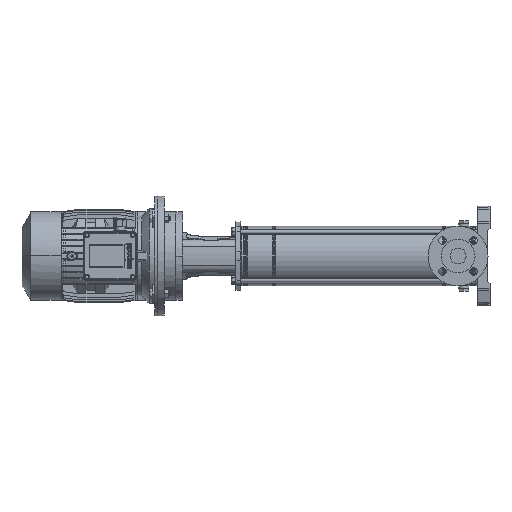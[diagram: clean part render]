
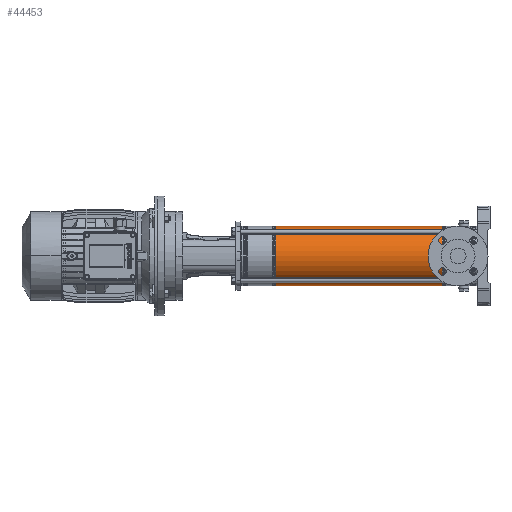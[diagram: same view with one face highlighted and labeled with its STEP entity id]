
A CAD part, left-side view. The second image highlights one B-rep face of the part: STEP entity #44453.
In plain terms, the highlighted cylindrical face has radius 74.9 mm (diameter 149.8 mm), a partial arc.
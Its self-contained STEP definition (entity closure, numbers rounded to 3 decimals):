
#205 = CIRCLE ( 'NONE', #55030, 74.9 ) ;
#2179 = CARTESIAN_POINT ( 'NONE',  ( 0., 0., 0. ) ) ;
#4194 = EDGE_CURVE ( 'NONE', #42904, #28507, #61846, .T. ) ;
#4309 = DIRECTION ( 'NONE',  ( 1., 0., 0. ) ) ;
#4368 = DIRECTION ( 'NONE',  ( 0., 0., -1. ) ) ;
#5690 = EDGE_CURVE ( 'NONE', #42904, #32813, #68237, .T. ) ;
#9091 = CARTESIAN_POINT ( 'NONE',  ( -74.9, 0., 503.221 ) ) ;
#9588 = CYLINDRICAL_SURFACE ( 'NONE', #46987, 74.9 ) ;
#10165 = DIRECTION ( 'NONE',  ( 0., 0., -1. ) ) ;
#14793 = DIRECTION ( 'NONE',  ( 0., 0., -1. ) ) ;
#15361 = CARTESIAN_POINT ( 'NONE',  ( 74.9, 0., 503.221 ) ) ;
#16031 = CARTESIAN_POINT ( 'NONE',  ( 0., 0., 503.221 ) ) ;
#17926 = CARTESIAN_POINT ( 'NONE',  ( -74.9, 0., 87.279 ) ) ;
#19476 = CARTESIAN_POINT ( 'NONE',  ( -74.9, 0., 0. ) ) ;
#26342 = ORIENTED_EDGE ( 'NONE', *, *, #32616, .T. ) ;
#26360 = DIRECTION ( 'NONE',  ( -1., 0., 0. ) ) ;
#26452 = ORIENTED_EDGE ( 'NONE', *, *, #5690, .F. ) ;
#27777 = LINE ( 'NONE', #51612, #37203 ) ;
#28507 = VERTEX_POINT ( 'NONE', #15361 ) ;
#31193 = ORIENTED_EDGE ( 'NONE', *, *, #47845, .T. ) ;
#32300 = VERTEX_POINT ( 'NONE', #68008 ) ;
#32616 = EDGE_CURVE ( 'NONE', #32300, #32813, #205, .T. ) ;
#32813 = VERTEX_POINT ( 'NONE', #17926 ) ;
#32864 = ORIENTED_EDGE ( 'NONE', *, *, #4194, .T. ) ;
#33361 = FACE_OUTER_BOUND ( 'NONE', #52275, .T. ) ;
#34689 = DIRECTION ( 'NONE',  ( 0., 0., 1. ) ) ;
#37203 = VECTOR ( 'NONE', #4368, 1000. ) ;
#42904 = VERTEX_POINT ( 'NONE', #9091 ) ;
#44453 = ADVANCED_FACE ( 'NONE', ( #33361 ), #9588, .T. ) ;
#45672 = DIRECTION ( 'NONE',  ( 1., 0., 0. ) ) ;
#46987 = AXIS2_PLACEMENT_3D ( 'NONE', #2179, #57198, #26360 ) ;
#47845 = EDGE_CURVE ( 'NONE', #28507, #32300, #27777, .T. ) ;
#51612 = CARTESIAN_POINT ( 'NONE',  ( 74.9, 0., 0. ) ) ;
#52275 = EDGE_LOOP ( 'NONE', ( #32864, #31193, #26342, #26452 ) ) ;
#55030 = AXIS2_PLACEMENT_3D ( 'NONE', #63987, #34689, #45672 ) ;
#57198 = DIRECTION ( 'NONE',  ( 0., 0., -1. ) ) ;
#61846 = CIRCLE ( 'NONE', #76819, 74.9 ) ;
#63987 = CARTESIAN_POINT ( 'NONE',  ( 0., 0., 87.279 ) ) ;
#68008 = CARTESIAN_POINT ( 'NONE',  ( 74.9, 0., 87.279 ) ) ;
#68237 = LINE ( 'NONE', #19476, #75385 ) ;
#75385 = VECTOR ( 'NONE', #14793, 1000. ) ;
#76819 = AXIS2_PLACEMENT_3D ( 'NONE', #16031, #10165, #4309 ) ;
